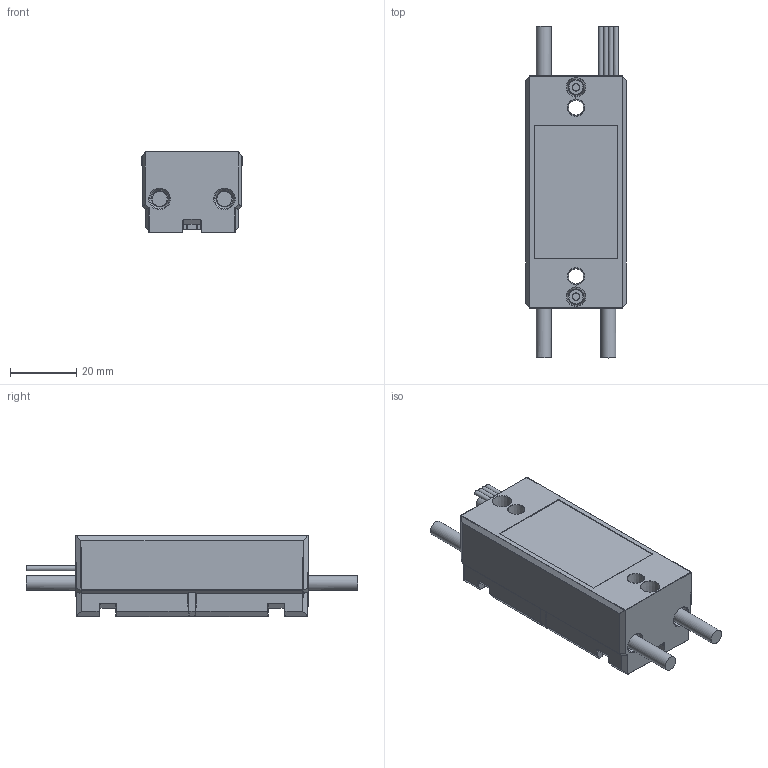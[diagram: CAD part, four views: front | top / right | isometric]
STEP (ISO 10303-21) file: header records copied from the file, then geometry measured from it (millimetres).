
FILE_DESCRIPTION(/* description */ (''),/* implementation_level */ '2;1');
FILE_NAME(/* name */ 'MOT_Controller_217-8080.ipt.step',/* time_stamp */ '2015-01-02T19:16:28-08:00',/* author */ ('Autodesk Inc.'),/* organization */ ('Autodesk Inc.'),/* preprocessor_version */ 'ST-DEVELOPER v15.6',/* originating_system */ 'Autodesk Inventor 2015',/* authorisation */ '');
FILE_SCHEMA (('AUTOMOTIVE_DESIGN { 1 0 10303 214 3 1 1 }'));
Length unit declared in the file: millimetre
Products named in the file (1): MOT_Controller_217-8080
Bounding box: 30.11 x 99.88 x 24.38 mm (x, y, z)
Volume: 45979 mm3; surface area: 12970.6 mm2
Topology: 1 solids, 2 shells, 1480 faces, 3561 edges, 1991 vertices
Faces by surface type: cylinder 566, plane 410, bspline 293, sphere 156, cone 29, torus 26
Full cylindrical faces by diameter (mm): 1.5 x2, 2.261 x2, 4.5 x6, 4.826 x2
Entity records: 47165 total; most frequent: CARTESIAN_POINT 13438, ORIENTED_EDGE 6756, DIRECTION 6684, EDGE_CURVE 3377, AXIS2_PLACEMENT_3D 2509, VERTEX_POINT 1971, LINE 1666, VECTOR 1666
